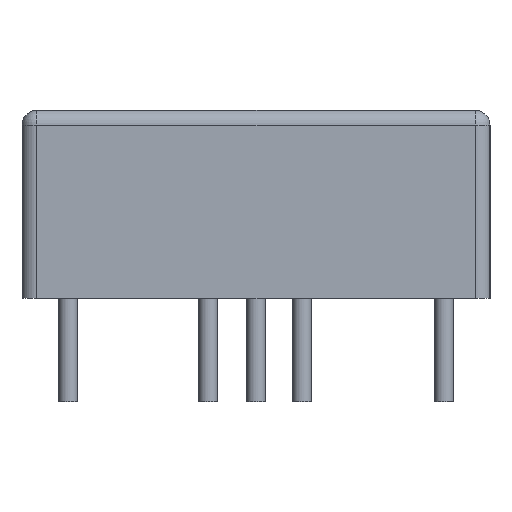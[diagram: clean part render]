
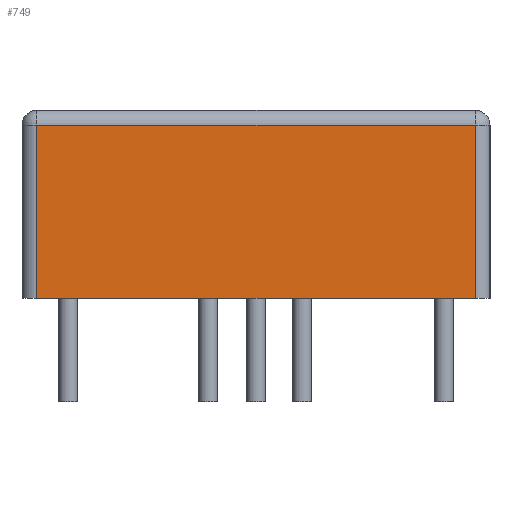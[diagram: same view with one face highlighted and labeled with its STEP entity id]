
A CAD part, left-side view. The second image highlights one B-rep face of the part: STEP entity #749.
In plain terms, the highlighted planar face has unit normal (-1, 0, 0).
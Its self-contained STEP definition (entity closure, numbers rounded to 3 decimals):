
#749 = ADVANCED_FACE( '', ( #1554 ), #1555, .F. );
#1554 = FACE_OUTER_BOUND( '', #2410, .T. );
#1555 = PLANE( '', #2411 );
#2410 = EDGE_LOOP( '', ( #5113, #5114, #5115, #5116 ) );
#2411 = AXIS2_PLACEMENT_3D( '', #5117, #5118, #5119 );
#5113 = ORIENTED_EDGE( '', *, *, #5438, .T. );
#5114 = ORIENTED_EDGE( '', *, *, #5555, .T. );
#5115 = ORIENTED_EDGE( '', *, *, #5833, .T. );
#5116 = ORIENTED_EDGE( '', *, *, #5940, .T. );
#5117 = CARTESIAN_POINT( '', ( -25.4, 12.7, 5.1 ) );
#5118 = DIRECTION( '', ( 1., 0., 0. ) );
#5119 = DIRECTION( '', ( 0., 0., -1. ) );
#5438 = EDGE_CURVE( '', #6423, #6421, #6424, .T. );
#5555 = EDGE_CURVE( '', #6421, #6623, #6625, .F. );
#5833 = EDGE_CURVE( '', #6623, #7078, #7080, .F. );
#5940 = EDGE_CURVE( '', #7078, #6423, #7213, .T. );
#6421 = VERTEX_POINT( '', #8100 );
#6423 = VERTEX_POINT( '', #8102 );
#6424 = LINE( '', #8103, #8104 );
#6623 = VERTEX_POINT( '', #8562 );
#6625 = LINE( '', #8564, #8565 );
#7078 = VERTEX_POINT( '', #9959 );
#7080 = LINE( '', #9961, #9962 );
#7213 = LINE( '', #10216, #10217 );
#8100 = CARTESIAN_POINT( '', ( -25.4, -11.9, -5.1 ) );
#8102 = CARTESIAN_POINT( '', ( -25.4, 11.9, -5.1 ) );
#8103 = CARTESIAN_POINT( '', ( -25.4, 12.7, -5.1 ) );
#8104 = VECTOR( '', #10949, 1000. );
#8562 = CARTESIAN_POINT( '', ( -25.4, -11.9, 4.3 ) );
#8564 = CARTESIAN_POINT( '', ( -25.4, -11.9, 5.1 ) );
#8565 = VECTOR( '', #11002, 1000. );
#9959 = CARTESIAN_POINT( '', ( -25.4, 11.9, 4.3 ) );
#9961 = CARTESIAN_POINT( '', ( -25.4, 12.7, 4.3 ) );
#9962 = VECTOR( '', #11060, 1000. );
#10216 = CARTESIAN_POINT( '', ( -25.4, 11.9, 5.1 ) );
#10217 = VECTOR( '', #11114, 1000. );
#10949 = DIRECTION( '', ( 0., -1., 0. ) );
#11002 = DIRECTION( '', ( 0., 0., -1. ) );
#11060 = DIRECTION( '', ( 0., -1., 0. ) );
#11114 = DIRECTION( '', ( 0., 0., -1. ) );
